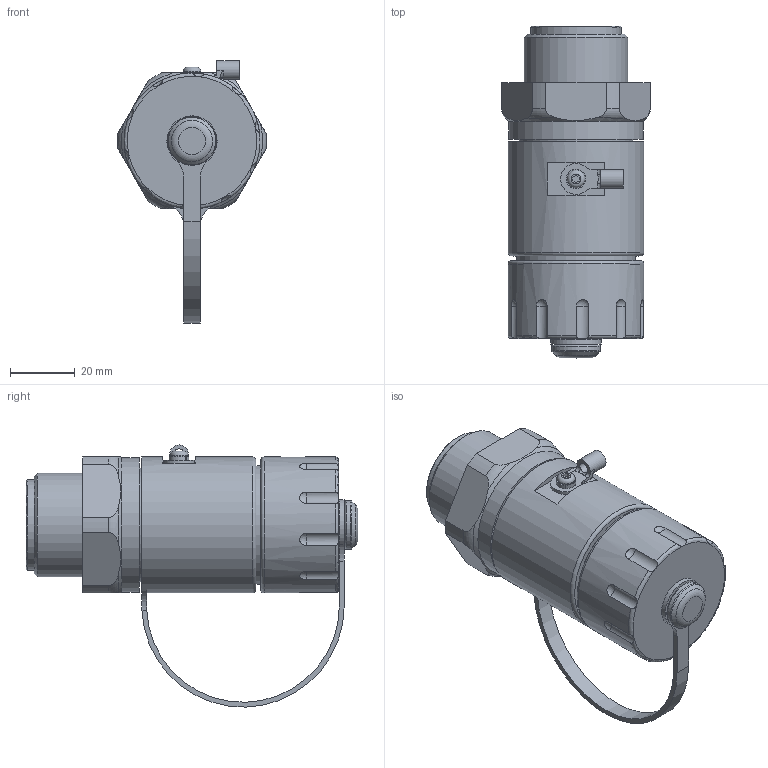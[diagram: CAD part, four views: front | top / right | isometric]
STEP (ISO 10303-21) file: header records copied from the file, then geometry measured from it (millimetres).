
FILE_DESCRIPTION(/* description */ (''),/* implementation_level */ '2;1');
FILE_NAME(/* name */ 'Instrumex BR 9-Way.stp',/* time_stamp */ '2022-12-01T14:18:41+00:00',/* author */ ('areid2'),/* organization */ (''),/* preprocessor_version */ 'ST-DEVELOPER v18.1',/* originating_system */ 'Autodesk Inventor 2020',/* authorisation */ '');
FILE_SCHEMA (('AUTOMOTIVE_DESIGN { 1 0 10303 214 3 1 1 }'));
Length unit declared in the file: millimetre
Products named in the file (1): Part79
Bounding box: 45.97 x 102.5 x 80.98 mm (x, y, z)
Volume: 124829.4 mm3; surface area: 19060.1 mm2
Topology: 1 solids, 1 shells, 139 faces, 375 edges, 245 vertices
Faces by surface type: cylinder 48, plane 46, torus 24, sphere 10, bspline 7, cone 4
Full cylindrical faces by diameter (mm): 2 x3, 3 x1, 3.28 x1, 3.68 x1, 5.5 x1, 5.74 x1, 9.5 x2, 15 x1, 28 x1, 32 x1, 35 x1, 36.7 x1, 41.5 x1, 42 x2
Entity records: 5804 total; most frequent: CARTESIAN_POINT 2280, ORIENTED_EDGE 742, DIRECTION 738, EDGE_CURVE 371, AXIS2_PLACEMENT_3D 304, VERTEX_POINT 245, CIRCLE 171, EDGE_LOOP 157
